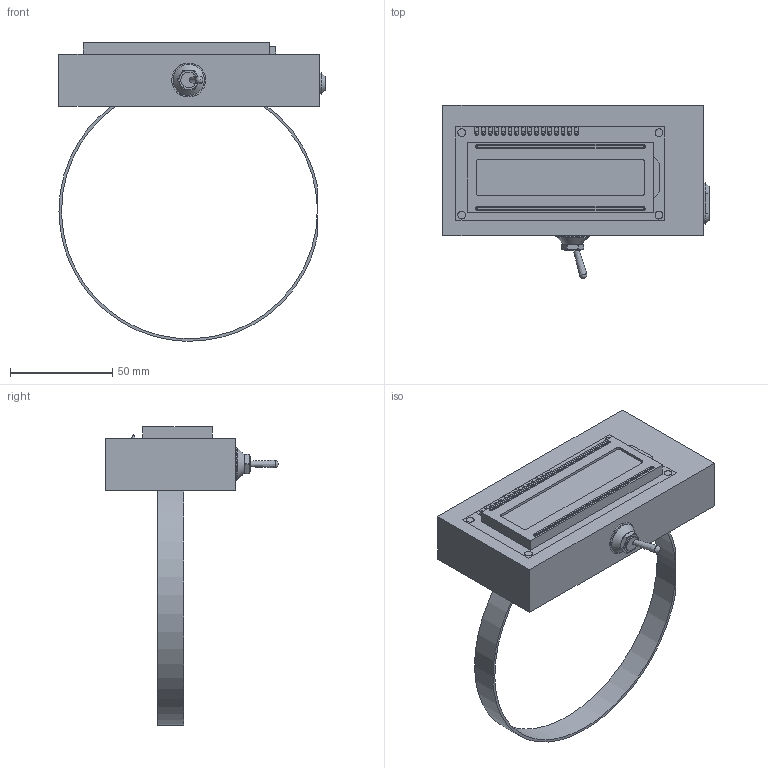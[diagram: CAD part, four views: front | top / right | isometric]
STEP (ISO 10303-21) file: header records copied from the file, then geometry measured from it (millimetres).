
FILE_DESCRIPTION(('FreeCAD Model'),'2;1');
FILE_NAME('Open CASCADE Shape Model','2025-04-29T06:32:35',('FreeCAD'),( 'FreeCAD'),'Open CASCADE STEP processor 7.6','FreeCAD','Unknown');
FILE_SCHEMA(('AUTOMOTIVE_DESIGN { 1 0 10303 214 1 1 1 1 }'));
Products named in the file (1): Open CASCADE STEP translator 7.6 1
Bounding box: 130.45 x 84.87 x 146.35 mm (x, y, z)
Volume: 249579.3 mm3; surface area: 59402.3 mm2
Topology: 38 solids, 38 shells, 2820 faces, 7703 edges, 5017 vertices
Faces by surface type: bspline 2820
Entity records: 89105 total; most frequent: CARTESIAN_POINT 42593, ORIENTED_EDGE 15388, EDGE_CURVE 7694, B_SPLINE_CURVE_WITH_KNOTS 6893, VERTEX_POINT 5017, FACE_BOUND 3079, EDGE_LOOP 3079, ADVANCED_FACE 2820
